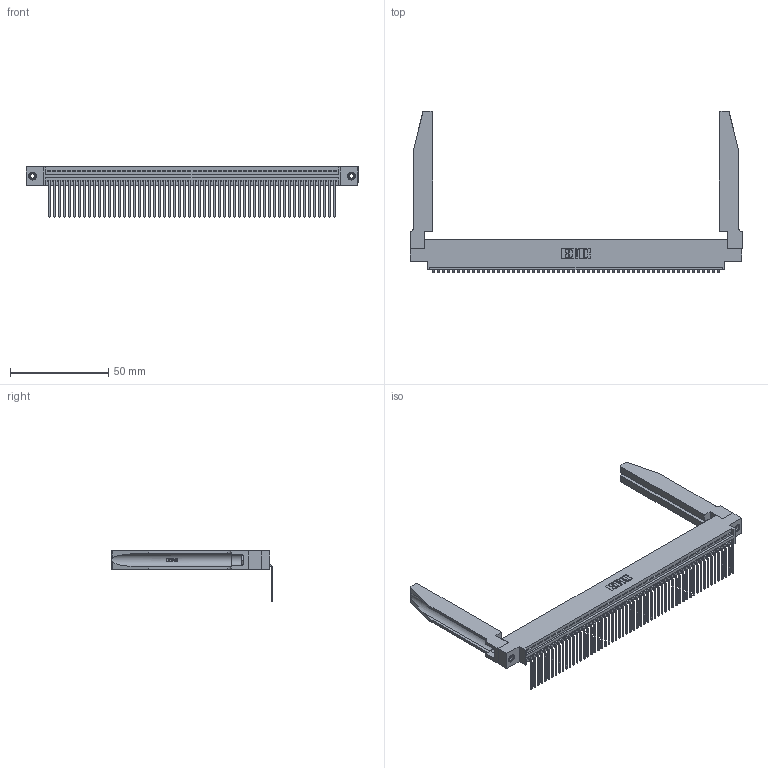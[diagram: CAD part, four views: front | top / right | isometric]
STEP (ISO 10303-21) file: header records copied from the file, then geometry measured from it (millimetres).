
FILE_DESCRIPTION (( 'STEP AP203' ), '1' );
FILE_NAME ('395-058-559-678.STEP', '2019-10-24T07:00:43', ( '' ), ( '' ), 'SwSTEP 2.0', 'SolidWorks 2016', '' );
FILE_SCHEMA (( 'CONFIG_CONTROL_DESIGN' ));
Length unit declared in the file: inch
Products named in the file (5): 345-250-001_345-250-001-102; 395-058-559-678; 345-220-078_345-220-078; 345 Part_0.170 Offset - 0.156 Dia-TH; 345-292-001_558 559 Tail - 1
Assembly tree (63 placements, depth 2):
  395-058-559-678
    345 Part_0.170 Offset - 0.156 Dia-TH
    345-292-001_558 559 Tail - 1  x58
    345-250-001_345-250-001-102  x2
    345-220-078_345-220-078  x2
Bounding box: 168.55 x 82.03 x 25.53 mm (x, y, z)
Volume: 23990.9 mm3; surface area: 29880.5 mm2
Topology: 63 solids, 63 shells, 3844 faces, 11517 edges, 7590 vertices
Faces by surface type: plane 2662, cylinder 1130, bspline 36, cone 12, torus 4
Entity records: 46454 total; most frequent: CARTESIAN_POINT 8945, ORIENTED_EDGE 7834, DIRECTION 6795, EDGE_CURVE 3917, VECTOR 3459, LINE 3459, VERTEX_POINT 2604, AXIS2_PLACEMENT_3D 1668
